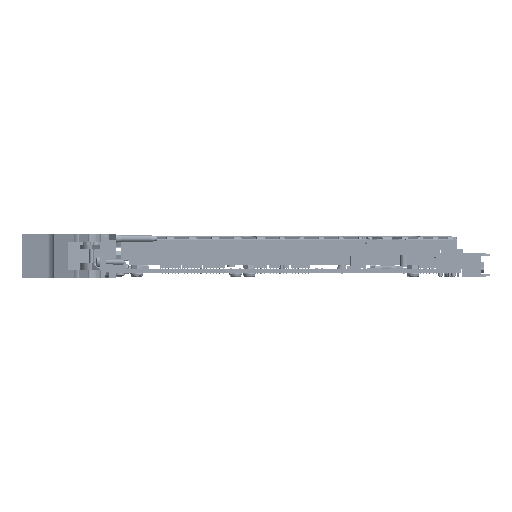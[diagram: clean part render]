
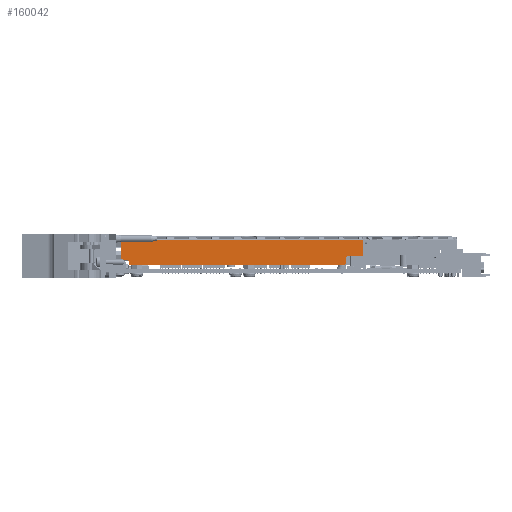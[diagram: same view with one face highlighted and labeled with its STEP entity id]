
A CAD part, front view. The second image highlights one B-rep face of the part: STEP entity #160042.
In plain terms, the highlighted planar face has unit normal (0, -1, 0).
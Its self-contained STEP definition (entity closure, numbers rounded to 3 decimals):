
#15639 = CARTESIAN_POINT ( 'NONE',  ( -91.077, -34.24, -4.898 ) ) ;
#15648 = CARTESIAN_POINT ( 'NONE',  ( -94.677, -34.24, -2.398 ) ) ;
#15654 = CARTESIAN_POINT ( 'NONE',  ( -93.077, -34.24, -2.398 ) ) ;
#15659 = CARTESIAN_POINT ( 'NONE',  ( -95.677, -34.24, -1.398 ) ) ;
#15660 = CARTESIAN_POINT ( 'NONE',  ( -92.077, -34.24, -3.398 ) ) ;
#15665 = CARTESIAN_POINT ( 'NONE',  ( -92.077, -34.24, -3.898 ) ) ;
#15682 = CARTESIAN_POINT ( 'NONE',  ( 7.205, -34.24, -3.898 ) ) ;
#15699 = CARTESIAN_POINT ( 'NONE',  ( 7.205, -34.24, -1.898 ) ) ;
#15701 = CARTESIAN_POINT ( 'NONE',  ( 6.205, -34.24, -4.898 ) ) ;
#15706 = CARTESIAN_POINT ( 'NONE',  ( 15.205, -34.24, 6.366 ) ) ;
#15715 = CARTESIAN_POINT ( 'NONE',  ( 14.205, -34.24, -0.898 ) ) ;
#15718 = CARTESIAN_POINT ( 'NONE',  ( 8.205, -34.24, -0.898 ) ) ;
#15719 = CARTESIAN_POINT ( 'NONE',  ( -95.677, -34.24, 6.366 ) ) ;
#15782 = CARTESIAN_POINT ( 'NONE',  ( 15.205, -34.24, 0.102 ) ) ;
#19719 = FACE_OUTER_BOUND ( 'NONE', #265825, .T. ) ;
#20816 = PLANE ( 'NONE',  #27727 ) ;
#20831 = CARTESIAN_POINT ( 'NONE',  ( 56.942, -34.24, -4.898 ) ) ;
#20833 = DIRECTION ( 'NONE',  ( 0., 1., 0. ) ) ;
#20835 = DIRECTION ( 'NONE',  ( 0., 0., 1. ) ) ;
#27727 = AXIS2_PLACEMENT_3D ( 'NONE', #20831, #20833, #20835 ) ;
#133944 = AXIS2_PLACEMENT_3D ( 'NONE', #176879, #176882, #176885 ) ;
#133954 = AXIS2_PLACEMENT_3D ( 'NONE', #176952, #176954, #176957 ) ;
#133962 = AXIS2_PLACEMENT_3D ( 'NONE', #177010, #177013, #177017 ) ;
#133968 = AXIS2_PLACEMENT_3D ( 'NONE', #177054, #177058, #177061 ) ;
#133972 = AXIS2_PLACEMENT_3D ( 'NONE', #177086, #177088, #177091 ) ;
#133974 = AXIS2_PLACEMENT_3D ( 'NONE', #177115, #177117, #177120 ) ;
#135806 = EDGE_CURVE ( 'NONE', #229950, #229944, #171281, .T. ) ;
#135814 = EDGE_CURVE ( 'NONE', #229983, #229944, #171300, .T. ) ;
#135822 = EDGE_CURVE ( 'NONE', #229941, #229983, #171327, .T. ) ;
#135832 = EDGE_CURVE ( 'NONE', #229941, #229947, #171341, .T. ) ;
#135843 = EDGE_CURVE ( 'NONE', #229929, #229947, #171374, .T. ) ;
#135847 = EDGE_CURVE ( 'NONE', #229929, #229922, #171350, .T. ) ;
#135859 = EDGE_CURVE ( 'NONE', #229935, #229922, #171417, .T. ) ;
#135871 = EDGE_CURVE ( 'NONE', #229898, #229895, #171433, .T. ) ;
#135875 = EDGE_CURVE ( 'NONE', #229904, #229950, #171430, .T. ) ;
#135878 = EDGE_CURVE ( 'NONE', #229904, #229890, #171444, .T. ) ;
#135880 = EDGE_CURVE ( 'NONE', #229895, #229890, #171463, .T. ) ;
#135882 = EDGE_CURVE ( 'NONE', #229901, #229898, #171468, .T. ) ;
#135884 = EDGE_CURVE ( 'NONE', #229901, #229883, #171476, .T. ) ;
#135887 = EDGE_CURVE ( 'NONE', #229935, #229883, #171483, .T. ) ;
#160042 = ADVANCED_FACE ( 'NONE', ( #19719 ), #20816, .F. ) ;
#171281 = LINE ( 'NONE', #176794, #171292 ) ;
#171292 = VECTOR ( 'NONE', #176717, 1000. ) ;
#171300 = LINE ( 'NONE', #176814, #171307 ) ;
#171307 = VECTOR ( 'NONE', #176816, 1000. ) ;
#171327 = CIRCLE ( 'NONE', #133944, 1. ) ;
#171341 = LINE ( 'NONE', #176897, #171357 ) ;
#171350 = LINE ( 'NONE', #176949, #171396 ) ;
#171357 = VECTOR ( 'NONE', #176888, 1000. ) ;
#171374 = CIRCLE ( 'NONE', #133954, 1. ) ;
#171396 = VECTOR ( 'NONE', #176964, 1000. ) ;
#171417 = CIRCLE ( 'NONE', #133962, 1. ) ;
#171430 = LINE ( 'NONE', #177051, #171457 ) ;
#171433 = CIRCLE ( 'NONE', #133968, 1. ) ;
#171444 = CIRCLE ( 'NONE', #133972, 1. ) ;
#171457 = VECTOR ( 'NONE', #177066, 1000. ) ;
#171463 = LINE ( 'NONE', #177073, #171472 ) ;
#171468 = LINE ( 'NONE', #177097, #171479 ) ;
#171472 = VECTOR ( 'NONE', #177063, 1000. ) ;
#171476 = CIRCLE ( 'NONE', #133974, 1. ) ;
#171479 = VECTOR ( 'NONE', #177102, 1000. ) ;
#171483 = LINE ( 'NONE', #177079, #171491 ) ;
#171491 = VECTOR ( 'NONE', #177083, 1000. ) ;
#176717 = DIRECTION ( 'NONE',  ( 1., 0., 0. ) ) ;
#176794 = CARTESIAN_POINT ( 'NONE',  ( 56.942, -34.24, 6.366 ) ) ;
#176814 = CARTESIAN_POINT ( 'NONE',  ( 15.205, -34.24, -4.898 ) ) ;
#176816 = DIRECTION ( 'NONE',  ( 0., 0., 1. ) ) ;
#176879 = CARTESIAN_POINT ( 'NONE',  ( 14.205, -34.24, 0.102 ) ) ;
#176882 = DIRECTION ( 'NONE',  ( 0., -1., 0. ) ) ;
#176885 = DIRECTION ( 'NONE',  ( 0., 0., 1. ) ) ;
#176888 = DIRECTION ( 'NONE',  ( -1., 0., 0. ) ) ;
#176897 = CARTESIAN_POINT ( 'NONE',  ( 15.205, -34.24, -0.898 ) ) ;
#176949 = CARTESIAN_POINT ( 'NONE',  ( 7.205, -34.24, -0.898 ) ) ;
#176952 = CARTESIAN_POINT ( 'NONE',  ( 8.205, -34.24, -1.898 ) ) ;
#176954 = DIRECTION ( 'NONE',  ( 0., 1., 0. ) ) ;
#176957 = DIRECTION ( 'NONE',  ( 0., 0., 1. ) ) ;
#176964 = DIRECTION ( 'NONE',  ( 0., 0., -1. ) ) ;
#177010 = CARTESIAN_POINT ( 'NONE',  ( 6.205, -34.24, -3.898 ) ) ;
#177013 = DIRECTION ( 'NONE',  ( 0., -1., 0. ) ) ;
#177017 = DIRECTION ( 'NONE',  ( 0., 0., 1. ) ) ;
#177051 = CARTESIAN_POINT ( 'NONE',  ( -95.677, -34.24, -4.898 ) ) ;
#177054 = CARTESIAN_POINT ( 'NONE',  ( -93.077, -34.24, -3.398 ) ) ;
#177058 = DIRECTION ( 'NONE',  ( 0., -1., 0. ) ) ;
#177061 = DIRECTION ( 'NONE',  ( -1., 0., 0. ) ) ;
#177063 = DIRECTION ( 'NONE',  ( -1., 0., 0. ) ) ;
#177066 = DIRECTION ( 'NONE',  ( 0., 0., 1. ) ) ;
#177073 = CARTESIAN_POINT ( 'NONE',  ( -95.677, -34.24, -2.398 ) ) ;
#177079 = CARTESIAN_POINT ( 'NONE',  ( 56.942, -34.24, -4.898 ) ) ;
#177083 = DIRECTION ( 'NONE',  ( -1., 0., 0. ) ) ;
#177086 = CARTESIAN_POINT ( 'NONE',  ( -94.677, -34.24, -1.398 ) ) ;
#177088 = DIRECTION ( 'NONE',  ( 0., -1., 0. ) ) ;
#177091 = DIRECTION ( 'NONE',  ( 0., 0., 1. ) ) ;
#177097 = CARTESIAN_POINT ( 'NONE',  ( -92.077, -34.24, -3.398 ) ) ;
#177102 = DIRECTION ( 'NONE',  ( 0., 0., 1. ) ) ;
#177115 = CARTESIAN_POINT ( 'NONE',  ( -91.077, -34.24, -3.898 ) ) ;
#177117 = DIRECTION ( 'NONE',  ( 0., -1., 0. ) ) ;
#177120 = DIRECTION ( 'NONE',  ( 0., 0., 1. ) ) ;
#195662 = ORIENTED_EDGE ( 'NONE', *, *, #135875, .F. ) ;
#195664 = ORIENTED_EDGE ( 'NONE', *, *, #135878, .T. ) ;
#195666 = ORIENTED_EDGE ( 'NONE', *, *, #135880, .F. ) ;
#195668 = ORIENTED_EDGE ( 'NONE', *, *, #135871, .F. ) ;
#195670 = ORIENTED_EDGE ( 'NONE', *, *, #135882, .F. ) ;
#195673 = ORIENTED_EDGE ( 'NONE', *, *, #135884, .T. ) ;
#195676 = ORIENTED_EDGE ( 'NONE', *, *, #135887, .F. ) ;
#195679 = ORIENTED_EDGE ( 'NONE', *, *, #135859, .T. ) ;
#195685 = ORIENTED_EDGE ( 'NONE', *, *, #135847, .F. ) ;
#195687 = ORIENTED_EDGE ( 'NONE', *, *, #135843, .T. ) ;
#195689 = ORIENTED_EDGE ( 'NONE', *, *, #135832, .F. ) ;
#195691 = ORIENTED_EDGE ( 'NONE', *, *, #135822, .T. ) ;
#195693 = ORIENTED_EDGE ( 'NONE', *, *, #135814, .T. ) ;
#195695 = ORIENTED_EDGE ( 'NONE', *, *, #135806, .F. ) ;
#229883 = VERTEX_POINT ( 'NONE', #15639 ) ;
#229890 = VERTEX_POINT ( 'NONE', #15648 ) ;
#229895 = VERTEX_POINT ( 'NONE', #15654 ) ;
#229898 = VERTEX_POINT ( 'NONE', #15660 ) ;
#229901 = VERTEX_POINT ( 'NONE', #15665 ) ;
#229904 = VERTEX_POINT ( 'NONE', #15659 ) ;
#229922 = VERTEX_POINT ( 'NONE', #15682 ) ;
#229929 = VERTEX_POINT ( 'NONE', #15699 ) ;
#229935 = VERTEX_POINT ( 'NONE', #15701 ) ;
#229941 = VERTEX_POINT ( 'NONE', #15715 ) ;
#229944 = VERTEX_POINT ( 'NONE', #15706 ) ;
#229947 = VERTEX_POINT ( 'NONE', #15718 ) ;
#229950 = VERTEX_POINT ( 'NONE', #15719 ) ;
#229983 = VERTEX_POINT ( 'NONE', #15782 ) ;
#265825 = EDGE_LOOP ( 'NONE', ( #195662, #195664, #195666, #195668, #195670, #195673, #195676, #195679, #195685, #195687, #195689, #195691, #195693, #195695 ) ) ;
